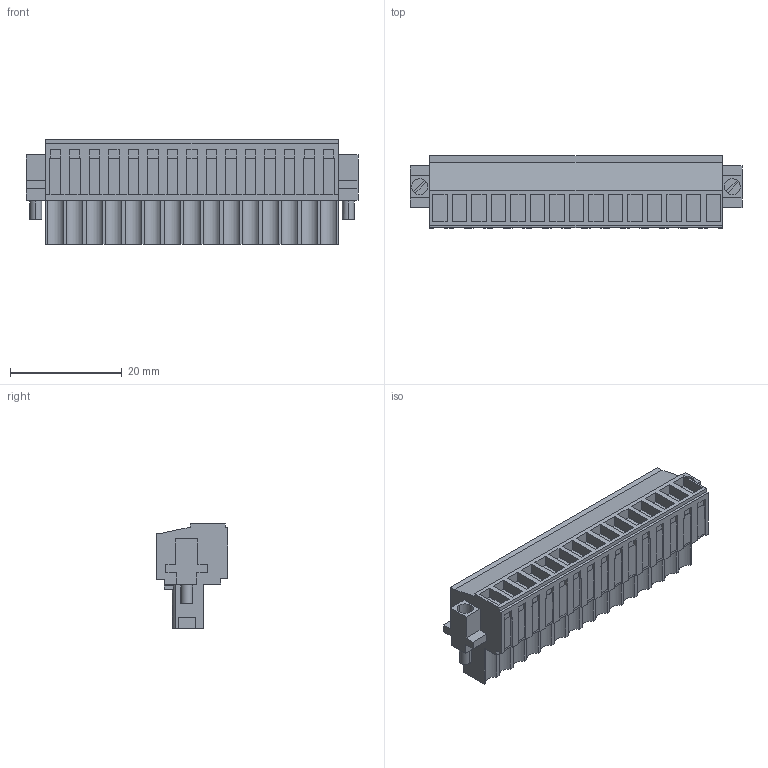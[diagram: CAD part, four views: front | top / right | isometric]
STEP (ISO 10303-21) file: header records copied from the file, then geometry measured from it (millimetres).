
FILE_DESCRIPTION(('CATIA V5R24 STEP','CAx-IF Rec.Pracs.--- Model Styling and Organization---1.2---2011-12-15'),'2;1');
FILE_NAME ('D1453563_0_1615910000_1615910000.stp','2017-05-09T13:01:22+00:00',('none'),('Weidmueller'),'CATIA Version 5-6 Release 2014 SP4 HF52','CATIA V5 STEP AP214','none');
FILE_SCHEMA(('AUTOMOTIVE_DESIGN { 1 0 10303 214 1 1 1 1 }'));
Length unit declared in the file: millimetre
Products named in the file (1): 1615910000
Bounding box: 59.5 x 12.9 x 18.7 mm (x, y, z)
Volume: 7982.7 mm3; surface area: 6447.9 mm2
Topology: 18 solids, 18 shells, 955 faces, 2671 edges, 1818 vertices
Faces by surface type: plane 845, cylinder 110
Entity records: 29454 total; most frequent: CARTESIAN_POINT 5389, ORIENTED_EDGE 5342, DIRECTION 3826, EDGE_CURVE 2671, VECTOR 2289, LINE 2289, VERTEX_POINT 1818, EDGE_LOOP 1025
